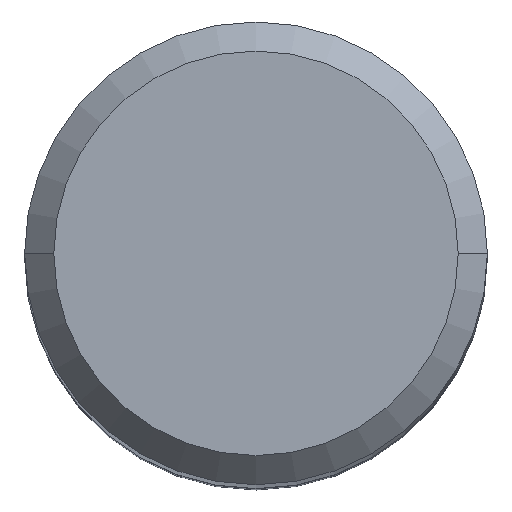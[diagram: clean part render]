
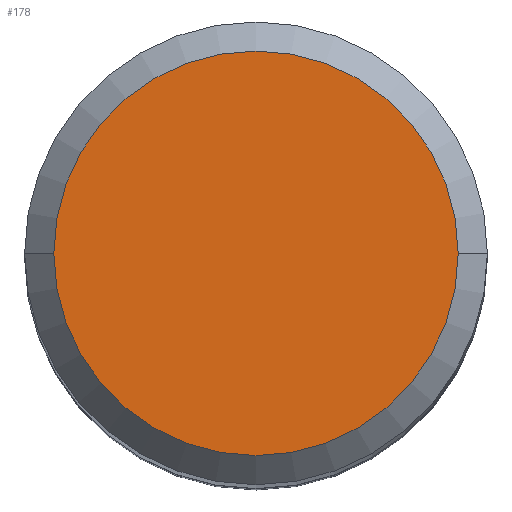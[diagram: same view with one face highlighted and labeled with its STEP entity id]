
A CAD part, top view. The second image highlights one B-rep face of the part: STEP entity #178.
In plain terms, the highlighted planar face has unit normal (0, 0, 1).
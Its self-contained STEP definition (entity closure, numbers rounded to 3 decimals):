
#96=PLANE('',#1752);
#178=ADVANCED_FACE('',(#297),#96,.T.);
#297=FACE_OUTER_BOUND('',#389,.T.);
#389=EDGE_LOOP('',(#669,#670,#671,#672));
#669=ORIENTED_EDGE('',*,*,#1048,.T.);
#670=ORIENTED_EDGE('',*,*,#1052,.T.);
#671=ORIENTED_EDGE('',*,*,#1051,.T.);
#672=ORIENTED_EDGE('',*,*,#1049,.T.);
#881=VERTEX_POINT('',#3021);
#882=VERTEX_POINT('',#3023);
#883=VERTEX_POINT('',#3025);
#884=VERTEX_POINT('',#3029);
#1048=EDGE_CURVE('',#882,#881,#1259,.T.);
#1049=EDGE_CURVE('',#883,#882,#1260,.T.);
#1051=EDGE_CURVE('',#884,#883,#1261,.T.);
#1052=EDGE_CURVE('',#881,#884,#1262,.T.);
#1259=CIRCLE('',#1746,8.325);
#1260=CIRCLE('',#1747,8.325);
#1261=CIRCLE('',#1749,8.325);
#1262=CIRCLE('',#1750,8.325);
#1746=AXIS2_PLACEMENT_3D('',#3022,#2177,#2178);
#1747=AXIS2_PLACEMENT_3D('',#3024,#2179,#2180);
#1749=AXIS2_PLACEMENT_3D('',#3028,#2184,#2185);
#1750=AXIS2_PLACEMENT_3D('',#3030,#2186,#2187);
#1752=AXIS2_PLACEMENT_3D('',#3032,#2190,#2191);
#2177=DIRECTION('',(0.,0.,1.));
#2178=DIRECTION('',(0.,-1.,0.));
#2179=DIRECTION('',(0.,0.,1.));
#2180=DIRECTION('',(-1.,0.,0.));
#2184=DIRECTION('',(0.,0.,1.));
#2185=DIRECTION('',(0.,1.,0.));
#2186=DIRECTION('',(0.,0.,1.));
#2187=DIRECTION('',(1.,0.,0.));
#2190=DIRECTION('',(0.,0.,1.));
#2191=DIRECTION('',(-1.,0.,0.));
#3021=CARTESIAN_POINT('',(8.325,0.,0.));
#3022=CARTESIAN_POINT('',(0.,0.,0.));
#3023=CARTESIAN_POINT('',(0.,-8.325,0.));
#3024=CARTESIAN_POINT('',(0.,0.,0.));
#3025=CARTESIAN_POINT('',(-8.325,0.,0.));
#3028=CARTESIAN_POINT('',(0.,0.,0.));
#3029=CARTESIAN_POINT('',(0.,8.325,0.));
#3030=CARTESIAN_POINT('',(0.,0.,0.));
#3032=CARTESIAN_POINT('',(0.,0.,0.));
